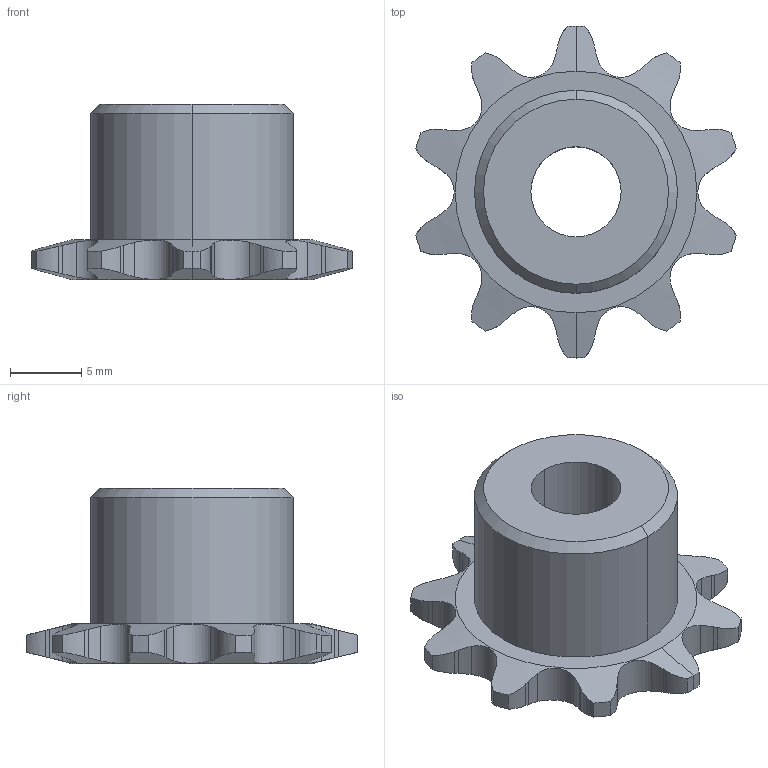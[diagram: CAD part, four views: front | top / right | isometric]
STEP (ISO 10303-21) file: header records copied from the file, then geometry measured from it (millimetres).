
FILE_DESCRIPTION (( 'STEP AP203' ), '1' );
FILE_NAME ('60425K13_Lightweight Sprocket.STEP', '2023-09-08T12:40:40', ( 'Administrator' ), ( 'Managed by Terraform' ), 'SwSTEP 2.0', 'SolidWorks 2017', '' );
FILE_SCHEMA (( 'CONFIG_CONTROL_DESIGN' ));
Length unit declared in the file: inch
Products named in the file (1): 60425K13_Lightweight Sprocket
Bounding box: 22.56 x 23.37 x 12.32 mm (x, y, z)
Volume: 1952.2 mm3; surface area: 1421.2 mm2
Topology: 1 solids, 1 shells, 99 faces, 284 edges, 188 vertices
Faces by surface type: cylinder 70, plane 23, cone 6
Entity records: 3707 total; most frequent: CARTESIAN_POINT 1292, ORIENTED_EDGE 568, DIRECTION 372, EDGE_CURVE 284, VERTEX_POINT 188, B_SPLINE_CURVE_WITH_KNOTS 150, AXIS2_PLACEMENT_3D 138, EDGE_LOOP 102
